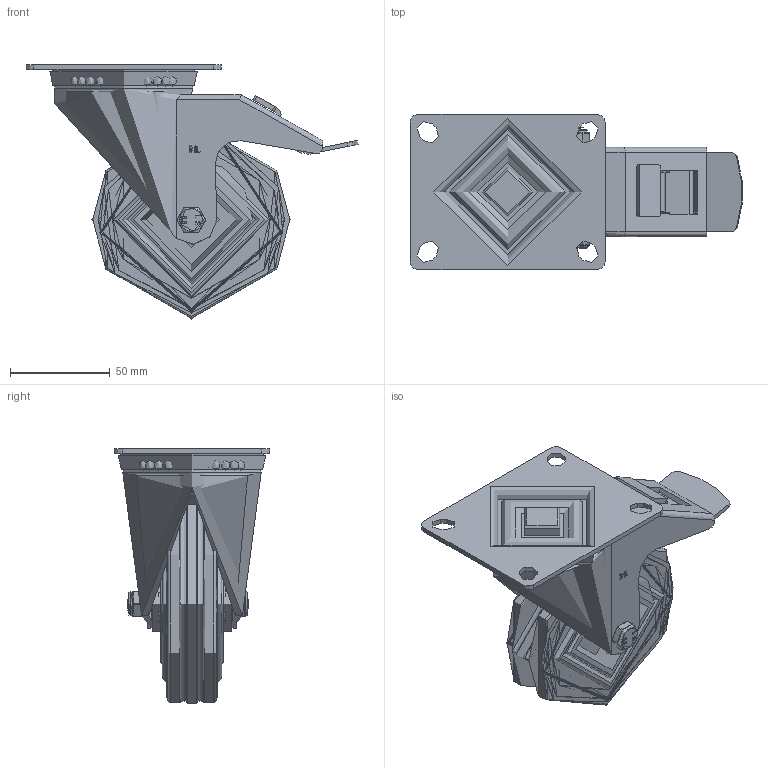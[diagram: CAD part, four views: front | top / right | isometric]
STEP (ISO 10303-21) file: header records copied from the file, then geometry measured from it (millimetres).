
FILE_DESCRIPTION(/* description */ (''),/* implementation_level */ '2;1');
FILE_NAME(/* name */ 'BZGMM100GRBSWB.step',/* time_stamp */ '2024-06-25T11:23:07+01:00',/* author */ (''),/* organization */ (''),/* preprocessor_version */ 'ST-DEVELOPER v20',/* originating_system */ 'Autodesk Translation Framework v13.14.0.145',/* authorisation */ '');
FILE_SCHEMA (('AUTOMOTIVE_DESIGN { 1 0 10303 214 3 1 1 }'));
Length unit declared in the file: millimetre
Products named in the file (27): BZGMM100GRBSWB; BZGMM100ASSWB - 2 v1; ZINC PLATED, PRESSED STEEL FORKS; BRAKE PAD; BEARING SEAL; ZINC PLATED, PRESSED STEEL BRAKE PEDAL; ZINC PLATED, PRESSED STEEL TOP PLATE; ZINC PLATED, PRESSED STEEL TOP PLATE Geometry; Pattern; Component2; BZMM100WGRRB v1; RUBBER WHEEL; POLYPROPYLENE RIM; POLYPROPYLENE RIM Geometry; CAP; ROLLER BEARING; PINS; Component1; CAGE; TUBEM12X40 v1; ZINC PLATED STEEL TUBE; HEXBOLTM8X55Z8.8 v2; GRADE 8.8 ZINC PLATED BOLT; NYLOCM8Z v1; NYLOC NUT; NUT; RUBBER
Assembly tree (60 placements, depth 5):
  BZGMM100GRBSWB
    BZGMM100ASSWB - 2 v1
      ZINC PLATED, PRESSED STEEL FORKS
      BRAKE PAD
      BEARING SEAL
      ZINC PLATED, PRESSED STEEL BRAKE PEDAL
      ZINC PLATED, PRESSED STEEL TOP PLATE
        ZINC PLATED, PRESSED STEEL TOP PLATE Geometry
        Pattern
          Component2  x28
    BZMM100WGRRB v1
      RUBBER WHEEL
      POLYPROPYLENE RIM
        POLYPROPYLENE RIM Geometry
        CAP
      ROLLER BEARING
        PINS
          Component1  x8
        CAGE
    TUBEM12X40 v1
      ZINC PLATED STEEL TUBE
    HEXBOLTM8X55Z8.8 v2
      GRADE 8.8 ZINC PLATED BOLT
    NYLOCM8Z v1
      NYLOC NUT
        NUT
        RUBBER
Bounding box: 166.69 x 78 x 128 mm (x, y, z)
Volume: 284335.2 mm3; surface area: 131977.6 mm2
Topology: 49 solids, 49 shells, 655 faces, 1619 edges, 1024 vertices
Faces by surface type: plane 268, cylinder 196, bspline 64, sphere 52, cone 43, torus 32
Full cylindrical faces by diameter (mm): 0.664 x2, 4.5 x8, 6.446 x7, 7.866 x13, 8 x3, 8.2 x2, 8.4 x1, 8.6 x2, 11.5 x1, 11.9 x1, 12 x2, 12.1 x1, 13 x1, 21 x1, 22 x1, 24.8 x1, 25 x3, 26 x1, 28 x2, 30 x2, 47 x1, 50.787 x2, 61.5 x2, 64.5 x1, 69.5 x1, 99 x2, 100 x1
Entity records: 27651 total; most frequent: CARTESIAN_POINT 12349, DIRECTION 3042, ORIENTED_EDGE 3018, EDGE_CURVE 1509, AXIS2_PLACEMENT_3D 1119, VERTEX_POINT 956, LINE 804, VECTOR 804
